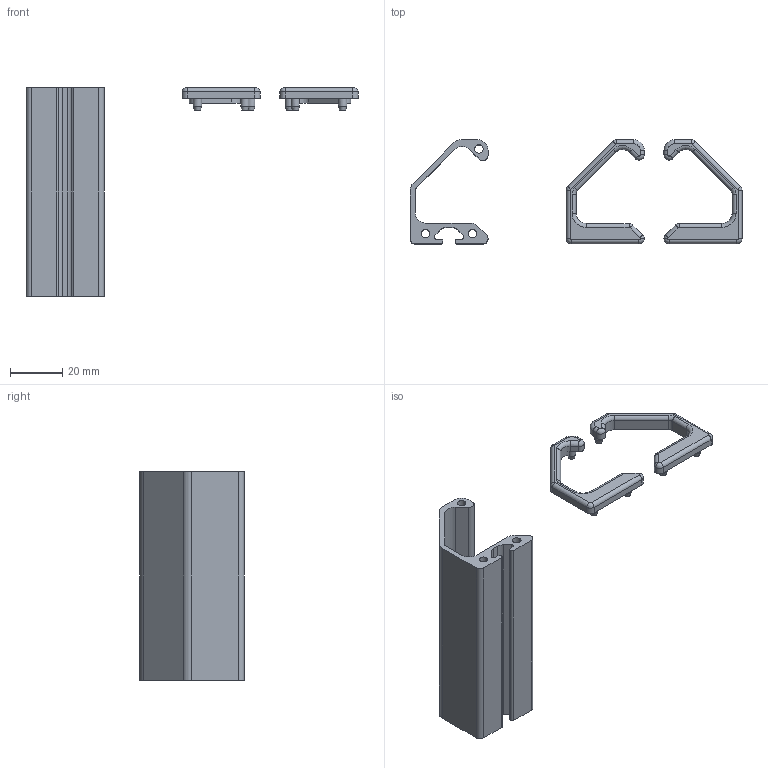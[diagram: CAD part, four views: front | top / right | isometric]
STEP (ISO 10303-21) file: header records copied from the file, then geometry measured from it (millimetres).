
FILE_DESCRIPTION(('STEP AP214'),'1');
FILE_NAME('fath_092022.stp','2018-07-23T18:43:44',('TraceParts'),('TraceParts S.A.'),'Spatial InterOp 3D',' ',' ');
FILE_SCHEMA(('automotive_design'));
Length unit declared in the file: millimetre
Products named in the file (3): fath_092022_1; fath_092022_2; fath_092022_3
Bounding box: 127.6 x 40 x 80 mm (x, y, z)
Volume: 24825.1 mm3; surface area: 23358.3 mm2
Topology: 3 solids, 3 shells, 261 faces, 689 edges, 440 vertices
Faces by surface type: cylinder 119, plane 108, torus 22, cone 12
Entity records: 10288 total; most frequent: DIRECTION 1515, CARTESIAN_POINT 1393, ORIENTED_EDGE 1378, EDGE_CURVE 689, AXIS2_PLACEMENT_3D 562, VERTEX_POINT 440, LINE 391, VECTOR 391
